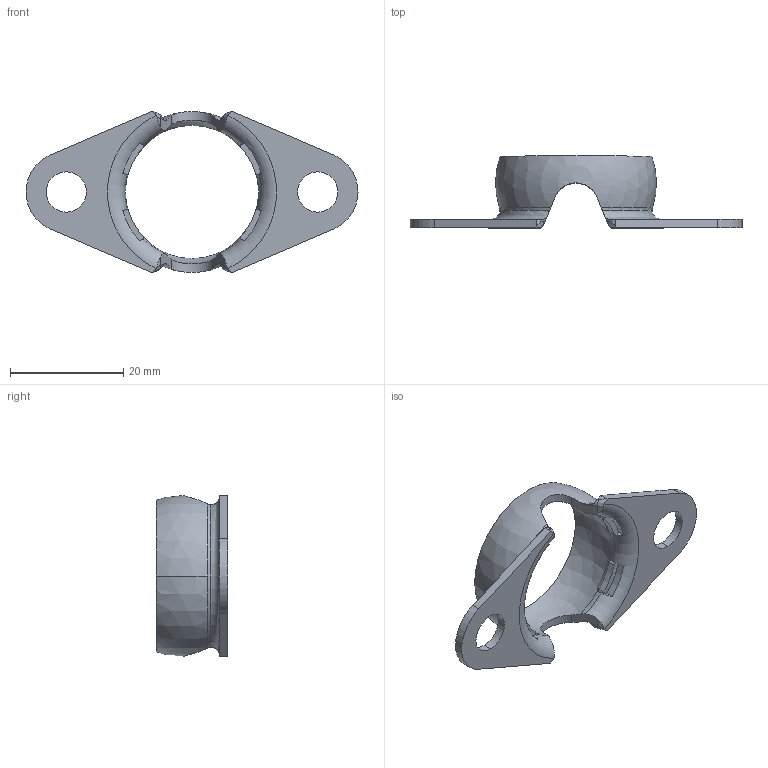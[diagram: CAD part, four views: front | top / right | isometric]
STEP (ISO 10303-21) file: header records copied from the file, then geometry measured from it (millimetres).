
FILE_DESCRIPTION (( 'STEP AP203' ), '1' );
FILE_NAME ('4050.step', '2018-08-17T19:35:23', ( '' ), ( '' ), 'SwSTEP 2.0', 'SolidWorks 2016', '' );
FILE_SCHEMA (( 'CONFIG_CONTROL_DESIGN' ));
Length unit declared in the file: inch
Products named in the file (1): 4050
Bounding box: 58.72 x 12.7 x 28.57 mm (x, y, z)
Volume: 2175.1 mm3; surface area: 3316.2 mm2
Topology: 1 solids, 1 shells, 93 faces, 264 edges, 168 vertices
Faces by surface type: plane 29, cylinder 24, bspline 20, torus 16, sphere 4
Entity records: 3777 total; most frequent: CARTESIAN_POINT 1522, ORIENTED_EDGE 512, DIRECTION 404, EDGE_CURVE 256, AXIS2_PLACEMENT_3D 174, VERTEX_POINT 164, CIRCLE 100, EDGE_LOOP 98
